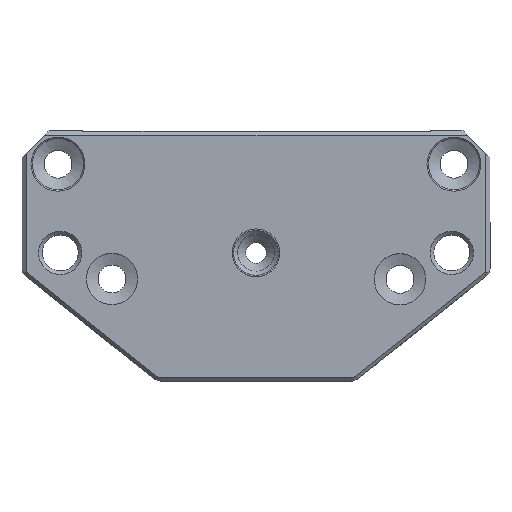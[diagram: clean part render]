
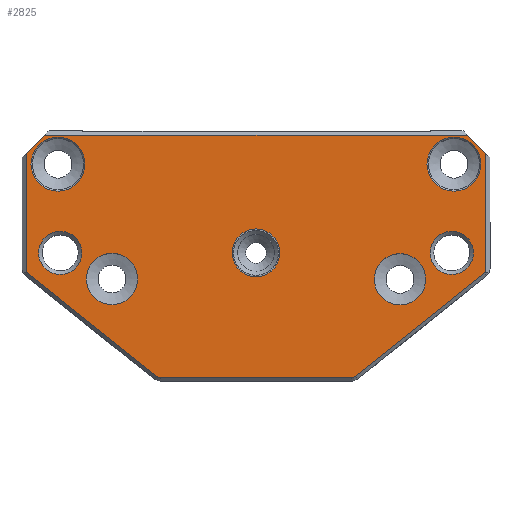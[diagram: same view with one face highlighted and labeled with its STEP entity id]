
A CAD part, top view. The second image highlights one B-rep face of the part: STEP entity #2825.
In plain terms, the highlighted face is planar.
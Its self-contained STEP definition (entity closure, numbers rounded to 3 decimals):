
#47=FACE_BOUND('',#442,.T.);
#48=FACE_BOUND('',#443,.T.);
#49=FACE_BOUND('',#444,.T.);
#50=FACE_BOUND('',#445,.T.);
#51=FACE_BOUND('',#446,.T.);
#52=FACE_BOUND('',#447,.T.);
#53=FACE_BOUND('',#448,.T.);
#122=PLANE('',#3062);
#276=FACE_OUTER_BOUND('',#441,.T.);
#441=EDGE_LOOP('',(#2387,#2388,#2389,#2390,#2391,#2392,#2393,#2394,#2395,
#2396,#2397,#2398));
#442=EDGE_LOOP('',(#2399));
#443=EDGE_LOOP('',(#2400));
#444=EDGE_LOOP('',(#2401));
#445=EDGE_LOOP('',(#2402));
#446=EDGE_LOOP('',(#2403));
#447=EDGE_LOOP('',(#2404));
#448=EDGE_LOOP('',(#2405));
#726=LINE('',#4545,#1028);
#733=LINE('',#4560,#1035);
#734=LINE('',#4564,#1036);
#735=LINE('',#4568,#1037);
#736=LINE('',#4572,#1038);
#737=LINE('',#4576,#1039);
#738=LINE('',#4577,#1040);
#739=LINE('',#4578,#1041);
#1028=VECTOR('',#3692,10.);
#1035=VECTOR('',#3701,10.);
#1036=VECTOR('',#3704,1.);
#1037=VECTOR('',#3707,1.);
#1038=VECTOR('',#3710,1.);
#1039=VECTOR('',#3713,10.);
#1040=VECTOR('',#3714,10.);
#1041=VECTOR('',#3715,10.);
#1132=CIRCLE('',#2927,2.85);
#1133=CIRCLE('',#2929,2.85);
#1181=CIRCLE('',#3063,0.6);
#1182=CIRCLE('',#3064,0.6);
#1183=CIRCLE('',#3065,0.6);
#1184=CIRCLE('',#3066,0.6);
#1185=CIRCLE('',#3067,3.);
#1186=CIRCLE('',#3068,3.);
#1187=CIRCLE('',#3069,2.4);
#1188=CIRCLE('',#3070,2.65);
#1189=CIRCLE('',#3071,2.4);
#1229=VERTEX_POINT('',#4023);
#1230=VERTEX_POINT('',#4027);
#1397=VERTEX_POINT('',#4542);
#1398=VERTEX_POINT('',#4544);
#1404=VERTEX_POINT('',#4558);
#1405=VERTEX_POINT('',#4559);
#1406=VERTEX_POINT('',#4561);
#1407=VERTEX_POINT('',#4563);
#1408=VERTEX_POINT('',#4565);
#1409=VERTEX_POINT('',#4567);
#1410=VERTEX_POINT('',#4569);
#1411=VERTEX_POINT('',#4571);
#1412=VERTEX_POINT('',#4573);
#1413=VERTEX_POINT('',#4575);
#1414=VERTEX_POINT('',#4579);
#1415=VERTEX_POINT('',#4581);
#1416=VERTEX_POINT('',#4583);
#1417=VERTEX_POINT('',#4585);
#1418=VERTEX_POINT('',#4587);
#1491=EDGE_CURVE('',#1229,#1229,#1132,.T.);
#1493=EDGE_CURVE('',#1230,#1230,#1133,.T.);
#1744=EDGE_CURVE('',#1397,#1398,#726,.T.);
#1751=EDGE_CURVE('',#1404,#1405,#733,.T.);
#1752=EDGE_CURVE('',#1406,#1404,#1181,.T.);
#1753=EDGE_CURVE('',#1407,#1406,#734,.T.);
#1754=EDGE_CURVE('',#1408,#1407,#1182,.T.);
#1755=EDGE_CURVE('',#1409,#1408,#735,.T.);
#1756=EDGE_CURVE('',#1410,#1409,#1183,.T.);
#1757=EDGE_CURVE('',#1411,#1410,#736,.T.);
#1758=EDGE_CURVE('',#1412,#1411,#1184,.T.);
#1759=EDGE_CURVE('',#1413,#1412,#737,.T.);
#1760=EDGE_CURVE('',#1413,#1398,#738,.T.);
#1761=EDGE_CURVE('',#1397,#1405,#739,.T.);
#1762=EDGE_CURVE('',#1414,#1414,#1185,.T.);
#1763=EDGE_CURVE('',#1415,#1415,#1186,.T.);
#1764=EDGE_CURVE('',#1416,#1416,#1187,.T.);
#1765=EDGE_CURVE('',#1417,#1417,#1188,.T.);
#1766=EDGE_CURVE('',#1418,#1418,#1189,.T.);
#2387=ORIENTED_EDGE('',*,*,#1751,.F.);
#2388=ORIENTED_EDGE('',*,*,#1752,.F.);
#2389=ORIENTED_EDGE('',*,*,#1753,.F.);
#2390=ORIENTED_EDGE('',*,*,#1754,.F.);
#2391=ORIENTED_EDGE('',*,*,#1755,.F.);
#2392=ORIENTED_EDGE('',*,*,#1756,.F.);
#2393=ORIENTED_EDGE('',*,*,#1757,.F.);
#2394=ORIENTED_EDGE('',*,*,#1758,.F.);
#2395=ORIENTED_EDGE('',*,*,#1759,.F.);
#2396=ORIENTED_EDGE('',*,*,#1760,.T.);
#2397=ORIENTED_EDGE('',*,*,#1744,.F.);
#2398=ORIENTED_EDGE('',*,*,#1761,.T.);
#2399=ORIENTED_EDGE('',*,*,#1491,.T.);
#2400=ORIENTED_EDGE('',*,*,#1493,.T.);
#2401=ORIENTED_EDGE('',*,*,#1762,.T.);
#2402=ORIENTED_EDGE('',*,*,#1763,.T.);
#2403=ORIENTED_EDGE('',*,*,#1764,.F.);
#2404=ORIENTED_EDGE('',*,*,#1765,.F.);
#2405=ORIENTED_EDGE('',*,*,#1766,.F.);
#2825=ADVANCED_FACE('',(#276,#47,#48,#49,#50,#51,#52,#53),#122,.T.);
#2927=AXIS2_PLACEMENT_3D('',#4024,#3220,#3221);
#2929=AXIS2_PLACEMENT_3D('',#4028,#3225,#3226);
#3062=AXIS2_PLACEMENT_3D('',#4557,#3699,#3700);
#3063=AXIS2_PLACEMENT_3D('',#4562,#3702,#3703);
#3064=AXIS2_PLACEMENT_3D('',#4566,#3705,#3706);
#3065=AXIS2_PLACEMENT_3D('',#4570,#3708,#3709);
#3066=AXIS2_PLACEMENT_3D('',#4574,#3711,#3712);
#3067=AXIS2_PLACEMENT_3D('',#4580,#3716,#3717);
#3068=AXIS2_PLACEMENT_3D('',#4582,#3718,#3719);
#3069=AXIS2_PLACEMENT_3D('',#4584,#3720,#3721);
#3070=AXIS2_PLACEMENT_3D('',#4586,#3722,#3723);
#3071=AXIS2_PLACEMENT_3D('',#4588,#3724,#3725);
#3220=DIRECTION('center_axis',(0.,-1.,0.));
#3221=DIRECTION('ref_axis',(1.,0.,0.));
#3225=DIRECTION('center_axis',(0.,-1.,0.));
#3226=DIRECTION('ref_axis',(1.,0.,0.));
#3692=DIRECTION('',(1.,0.,0.));
#3699=DIRECTION('center_axis',(0.,1.,0.));
#3700=DIRECTION('ref_axis',(1.,0.,0.));
#3701=DIRECTION('',(0.,0.,-1.));
#3702=DIRECTION('center_axis',(0.,-1.,0.));
#3703=DIRECTION('ref_axis',(-0.625,0.,0.781));
#3704=DIRECTION('',(-0.781,0.,-0.625));
#3705=DIRECTION('center_axis',(0.,-1.,0.));
#3706=DIRECTION('ref_axis',(0.,0.,1.));
#3707=DIRECTION('',(-1.,0.,0.));
#3708=DIRECTION('center_axis',(0.,-1.,0.));
#3709=DIRECTION('ref_axis',(0.625,0.,0.781));
#3710=DIRECTION('',(-0.781,0.,0.625));
#3711=DIRECTION('center_axis',(0.,-1.,0.));
#3712=DIRECTION('ref_axis',(1.,0.,0.));
#3713=DIRECTION('',(0.,0.,1.));
#3714=DIRECTION('',(-0.707,0.,-0.707));
#3715=DIRECTION('',(-0.707,0.,0.707));
#3716=DIRECTION('center_axis',(0.,-1.,0.));
#3717=DIRECTION('ref_axis',(1.,0.,0.));
#3718=DIRECTION('center_axis',(0.,-1.,0.));
#3719=DIRECTION('ref_axis',(1.,0.,0.));
#3720=DIRECTION('center_axis',(0.,1.,0.));
#3721=DIRECTION('ref_axis',(-1.,0.,0.));
#3722=DIRECTION('center_axis',(0.,1.,0.));
#3723=DIRECTION('ref_axis',(-1.,0.,0.));
#3724=DIRECTION('center_axis',(0.,1.,0.));
#3725=DIRECTION('ref_axis',(-1.,0.,0.));
#4023=CARTESIAN_POINT('',(-18.85,0.,16.4));
#4024=CARTESIAN_POINT('Origin',(-16.,0.,16.4));
#4027=CARTESIAN_POINT('',(13.15,0.,16.444));
#4028=CARTESIAN_POINT('Origin',(16.,0.,16.444));
#4542=CARTESIAN_POINT('',(-23.5,0.,0.443));
#4544=CARTESIAN_POINT('',(23.5,0.,0.443));
#4545=CARTESIAN_POINT('',(-3.289,0.,0.443));
#4557=CARTESIAN_POINT('Origin',(-26.,0.,0.));
#4558=CARTESIAN_POINT('',(-25.5,0.,15.601));
#4559=CARTESIAN_POINT('',(-25.5,0.,2.443));
#4560=CARTESIAN_POINT('',(-25.5,0.,6.438));
#4561=CARTESIAN_POINT('',(-25.375,0.,15.738));
#4562=CARTESIAN_POINT('Origin',(-25.,0.,15.269));
#4563=CARTESIAN_POINT('',(-11.024,0.,27.219));
#4564=CARTESIAN_POINT('',(-11.024,0.,27.219));
#4565=CARTESIAN_POINT('',(-10.649,0.,27.35));
#4566=CARTESIAN_POINT('Origin',(-10.649,0.,26.75));
#4567=CARTESIAN_POINT('',(10.649,0.,27.35));
#4568=CARTESIAN_POINT('',(10.649,0.,27.35));
#4569=CARTESIAN_POINT('',(11.024,0.,27.219));
#4570=CARTESIAN_POINT('Origin',(10.649,0.,26.75));
#4571=CARTESIAN_POINT('',(25.375,0.,15.738));
#4572=CARTESIAN_POINT('',(25.375,0.,15.738));
#4573=CARTESIAN_POINT('',(25.5,0.,15.601));
#4574=CARTESIAN_POINT('Origin',(25.,0.,15.269));
#4575=CARTESIAN_POINT('',(25.5,0.,2.443));
#4576=CARTESIAN_POINT('',(25.5,0.,6.438));
#4577=CARTESIAN_POINT('',(26.,0.,2.943));
#4578=CARTESIAN_POINT('',(-23.,0.,-0.057));
#4579=CARTESIAN_POINT('',(-25.,0.,3.647));
#4580=CARTESIAN_POINT('Origin',(-22.,0.,3.647));
#4581=CARTESIAN_POINT('',(19.,0.,3.647));
#4582=CARTESIAN_POINT('Origin',(22.,0.,3.647));
#4583=CARTESIAN_POINT('',(-19.35,0.,13.5));
#4584=CARTESIAN_POINT('Origin',(-21.75,0.,13.5));
#4585=CARTESIAN_POINT('',(2.65,0.,13.5));
#4586=CARTESIAN_POINT('Origin',(0.,0.,13.5));
#4587=CARTESIAN_POINT('',(24.15,0.,13.5));
#4588=CARTESIAN_POINT('Origin',(21.75,0.,13.5));
